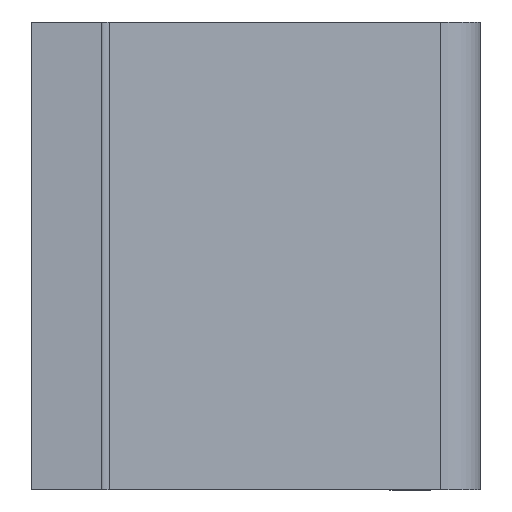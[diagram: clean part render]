
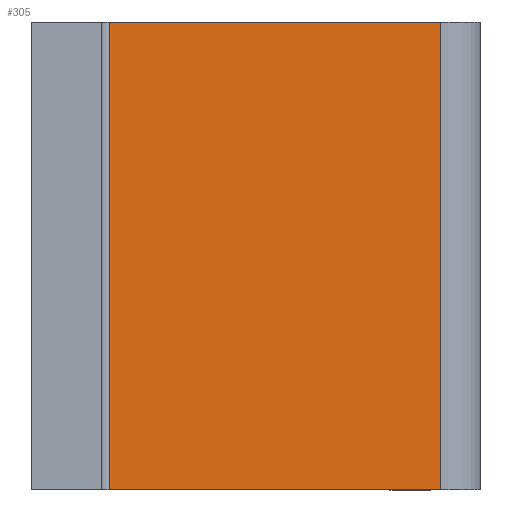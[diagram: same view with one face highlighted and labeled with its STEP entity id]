
A CAD part, front view. The second image highlights one B-rep face of the part: STEP entity #305.
In plain terms, the highlighted planar face has unit normal (0.104, -0.995, 0).
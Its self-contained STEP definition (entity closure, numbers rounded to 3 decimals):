
#305=ADVANCED_FACE('',(#918),#920,.T.);
#918=FACE_BOUND('',#919,.T.);
#919=EDGE_LOOP('',(#1371,#1372,#1373,#1374));
#920=PLANE('',#921);
#921=AXIS2_PLACEMENT_3D('',#922,#923,#924);
#922=CARTESIAN_POINT('',(24.442,-9.794,34.892));
#923=DIRECTION('',(0.105,-0.995,0.));
#924=DIRECTION('',(0.,0.,-1.));
#1371=ORIENTED_EDGE('',*,*,#1643,.T.);
#1372=ORIENTED_EDGE('',*,*,#1658,.T.);
#1373=ORIENTED_EDGE('',*,*,#1661,.T.);
#1374=ORIENTED_EDGE('',*,*,#1644,.T.);
#1643=EDGE_CURVE('',#1766,#1794,#1857,.T.);
#1644=EDGE_CURVE('',#1858,#1766,#1859,.T.);
#1658=EDGE_CURVE('',#1794,#1880,#1882,.T.);
#1661=EDGE_CURVE('',#1880,#1858,#1885,.T.);
#1766=VERTEX_POINT('',#2052);
#1794=VERTEX_POINT('',#2113);
#1857=LINE('',#2271,#2272);
#1858=VERTEX_POINT('',#2274);
#1859=LINE('',#2275,#2276);
#1880=VERTEX_POINT('',#2328);
#1882=LINE('',#2332,#2333);
#1885=LINE('',#2341,#2342);
#2052=CARTESIAN_POINT('',(25.159,-9.719,34.892));
#2113=CARTESIAN_POINT('',(25.159,-9.719,-5.108));
#2271=CARTESIAN_POINT('',(25.159,-9.719,34.892));
#2272=VECTOR('',#2273,1.);
#2273=DIRECTION('',(0.,0.,-1.));
#2274=CARTESIAN_POINT('',(53.454,-6.745,34.892));
#2275=CARTESIAN_POINT('',(53.454,-6.745,34.892));
#2276=VECTOR('',#2277,1.);
#2277=DIRECTION('',(-0.995,-0.105,0.));
#2328=CARTESIAN_POINT('',(53.454,-6.745,-5.108));
#2332=CARTESIAN_POINT('',(25.159,-9.719,-5.108));
#2333=VECTOR('',#2334,1.);
#2334=DIRECTION('',(0.995,0.105,0.));
#2341=CARTESIAN_POINT('',(53.454,-6.745,-5.108));
#2342=VECTOR('',#2343,1.);
#2343=DIRECTION('',(0.,0.,1.));
